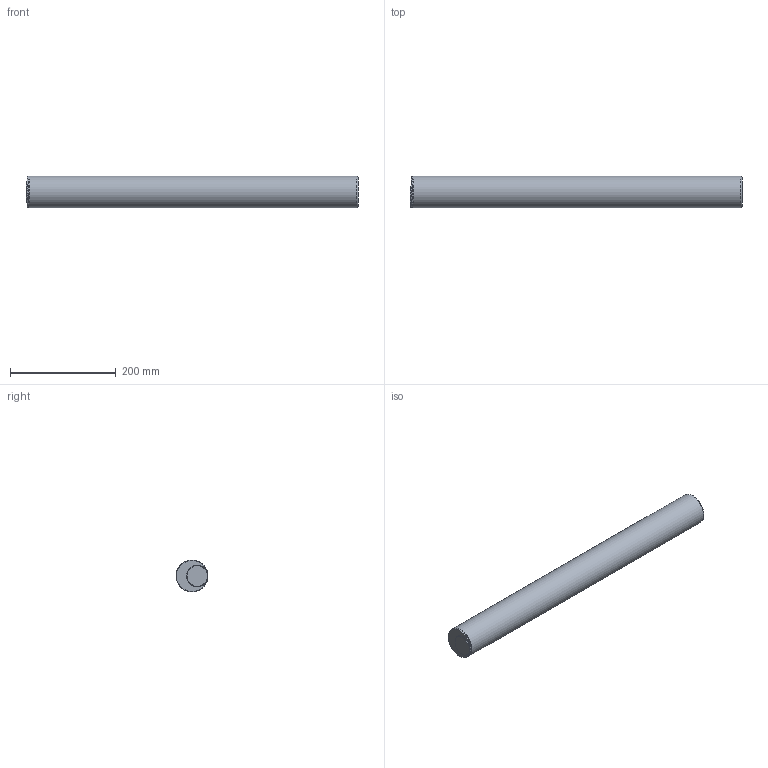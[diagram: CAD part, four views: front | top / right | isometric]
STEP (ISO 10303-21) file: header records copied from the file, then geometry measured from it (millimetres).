
FILE_DESCRIPTION(/* description */ (''),/* implementation_level */ '2;1');
FILE_NAME(/* name */ 'ATTB-D60-628-7D-H.stp',/* time_stamp */ '2023-11-13T12:26:44+03:00',/* author */ (''),/* organization */ (''),/* preprocessor_version */ 'ST-DEVELOPER v19.4',/* originating_system */ 'SIEMENS PLM Software NX2306.3001',/* authorisation */ '');
FILE_SCHEMA (('AP203_CONFIGURATION_CONTROLLED_3D_DESIGN_OF_MECHANICAL_PARTS_AND_ASSEMBLIES_MIM_LF { 1 0 10303 403 2 1 2}'));
Length unit declared in the file: millimetre
Products named in the file (1): model1
Bounding box: 628 x 60 x 60 mm (x, y, z)
Volume: 1772061 mm3; surface area: 123900.2 mm2
Topology: 1 solids, 2 shells, 24 faces, 52 edges, 30 vertices
Faces by surface type: plane 9, torus 6, cone 4, cylinder 3, bspline 2
Full cylindrical faces by diameter (mm): 40 x1, 60 x2
Entity records: 677 total; most frequent: CARTESIAN_POINT 148, DIRECTION 98, ORIENTED_EDGE 76, AXIS2_PLACEMENT_3D 45, EDGE_CURVE 38, EDGE_LOOP 35, VERTEX_POINT 27, ADVANCED_FACE 24
